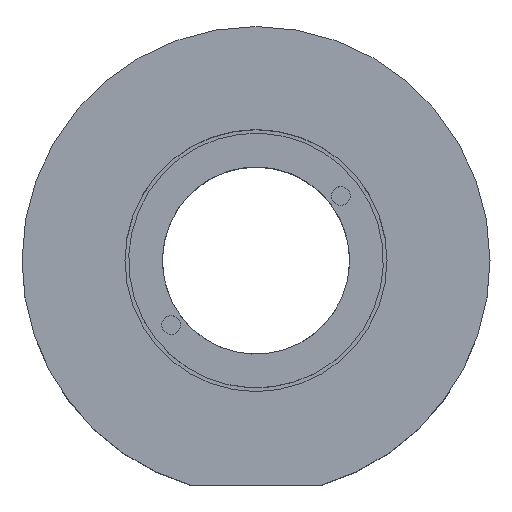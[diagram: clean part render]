
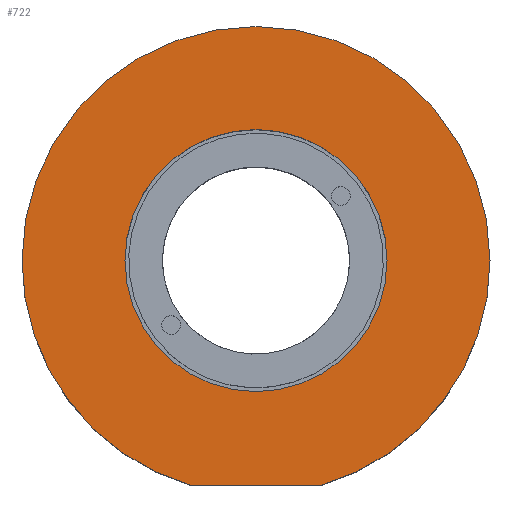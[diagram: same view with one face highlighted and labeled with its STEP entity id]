
A CAD part, top view. The second image highlights one B-rep face of the part: STEP entity #722.
In plain terms, the highlighted planar face has unit normal (0, 0, 1).
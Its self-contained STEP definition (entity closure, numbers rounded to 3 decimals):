
#4 = DIRECTION ( 'NONE',  ( 1., 0., 0. ) ) ;
#33 = DIRECTION ( 'NONE',  ( 1., 0., 0. ) ) ;
#35 = AXIS2_PLACEMENT_3D ( 'NONE', #260, #865, #33 ) ;
#37 = LINE ( 'NONE', #76, #454 ) ;
#76 = CARTESIAN_POINT ( 'NONE',  ( -14.145, -7.61, 2.5 ) ) ;
#100 = DIRECTION ( 'NONE',  ( 1., 0., 0. ) ) ;
#103 = DIRECTION ( 'NONE',  ( 1., 0., 0. ) ) ;
#138 = DIRECTION ( 'NONE',  ( 1., 0., 0. ) ) ;
#145 = EDGE_CURVE ( 'NONE', #212, #626, #331, .T. ) ;
#175 = DIRECTION ( 'NONE',  ( 0., 0., 1. ) ) ;
#176 = AXIS2_PLACEMENT_3D ( 'NONE', #585, #809, #721 ) ;
#206 = DIRECTION ( 'NONE',  ( 0., 0., 1. ) ) ;
#211 = EDGE_CURVE ( 'NONE', #217, #958, #369, .T. ) ;
#212 = VERTEX_POINT ( 'NONE', #952 ) ;
#217 = VERTEX_POINT ( 'NONE', #893 ) ;
#229 = VERTEX_POINT ( 'NONE', #666 ) ;
#260 = CARTESIAN_POINT ( 'NONE',  ( -10.645, 4.39, 2.5 ) ) ;
#261 = ORIENTED_EDGE ( 'NONE', *, *, #411, .F. ) ;
#271 = ORIENTED_EDGE ( 'NONE', *, *, #937, .T. ) ;
#297 = CIRCLE ( 'NONE', #700, 7. ) ;
#312 = ORIENTED_EDGE ( 'NONE', *, *, #211, .T. ) ;
#331 = CIRCLE ( 'NONE', #707, 12.5 ) ;
#332 = ORIENTED_EDGE ( 'NONE', *, *, #464, .T. ) ;
#337 = ORIENTED_EDGE ( 'NONE', *, *, #145, .T. ) ;
#351 = DIRECTION ( 'NONE',  ( 1., 0., 0. ) ) ;
#369 = CIRCLE ( 'NONE', #641, 12.5 ) ;
#372 = ORIENTED_EDGE ( 'NONE', *, *, #788, .F. ) ;
#411 = EDGE_CURVE ( 'NONE', #778, #229, #297, .T. ) ;
#412 = PLANE ( 'NONE',  #786 ) ;
#417 = CARTESIAN_POINT ( 'NONE',  ( 1.855, 4.39, 2.5 ) ) ;
#419 = CARTESIAN_POINT ( 'NONE',  ( -10.645, 4.39, 2.5 ) ) ;
#454 = VECTOR ( 'NONE', #4, 1000. ) ;
#464 = EDGE_CURVE ( 'NONE', #626, #217, #37, .T. ) ;
#493 = CARTESIAN_POINT ( 'NONE',  ( -10.645, 4.39, 2.5 ) ) ;
#525 = EDGE_LOOP ( 'NONE', ( #312, #271, #337, #332 ) ) ;
#553 = CARTESIAN_POINT ( 'NONE',  ( -14.145, -7.61, 2.5 ) ) ;
#574 = DIRECTION ( 'NONE',  ( 0., 0., 1. ) ) ;
#585 = CARTESIAN_POINT ( 'NONE',  ( -10.645, 4.39, 2.5 ) ) ;
#626 = VERTEX_POINT ( 'NONE', #553 ) ;
#629 = EDGE_LOOP ( 'NONE', ( #372, #261 ) ) ;
#641 = AXIS2_PLACEMENT_3D ( 'NONE', #419, #961, #138 ) ;
#666 = CARTESIAN_POINT ( 'NONE',  ( -3.645, 4.39, 2.5 ) ) ;
#696 = CIRCLE ( 'NONE', #176, 12.5 ) ;
#700 = AXIS2_PLACEMENT_3D ( 'NONE', #930, #175, #100 ) ;
#707 = AXIS2_PLACEMENT_3D ( 'NONE', #741, #206, #351 ) ;
#711 = CARTESIAN_POINT ( 'NONE',  ( -17.645, 4.39, 2.5 ) ) ;
#721 = DIRECTION ( 'NONE',  ( 1., 0., 0. ) ) ;
#722 = ADVANCED_FACE ( 'NONE', ( #784, #735 ), #412, .T. ) ;
#735 = FACE_OUTER_BOUND ( 'NONE', #525, .T. ) ;
#741 = CARTESIAN_POINT ( 'NONE',  ( -10.645, 4.39, 2.5 ) ) ;
#778 = VERTEX_POINT ( 'NONE', #711 ) ;
#784 = FACE_BOUND ( 'NONE', #629, .T. ) ;
#786 = AXIS2_PLACEMENT_3D ( 'NONE', #493, #574, #103 ) ;
#788 = EDGE_CURVE ( 'NONE', #229, #778, #970, .T. ) ;
#809 = DIRECTION ( 'NONE',  ( 0., 0., 1. ) ) ;
#865 = DIRECTION ( 'NONE',  ( 0., 0., 1. ) ) ;
#893 = CARTESIAN_POINT ( 'NONE',  ( -7.145, -7.61, 2.5 ) ) ;
#930 = CARTESIAN_POINT ( 'NONE',  ( -10.645, 4.39, 2.5 ) ) ;
#937 = EDGE_CURVE ( 'NONE', #958, #212, #696, .T. ) ;
#952 = CARTESIAN_POINT ( 'NONE',  ( -23.145, 4.39, 2.5 ) ) ;
#958 = VERTEX_POINT ( 'NONE', #417 ) ;
#961 = DIRECTION ( 'NONE',  ( 0., 0., 1. ) ) ;
#970 = CIRCLE ( 'NONE', #35, 7. ) ;
